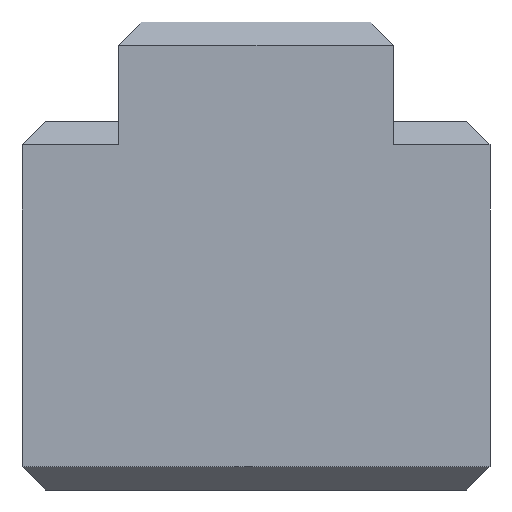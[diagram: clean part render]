
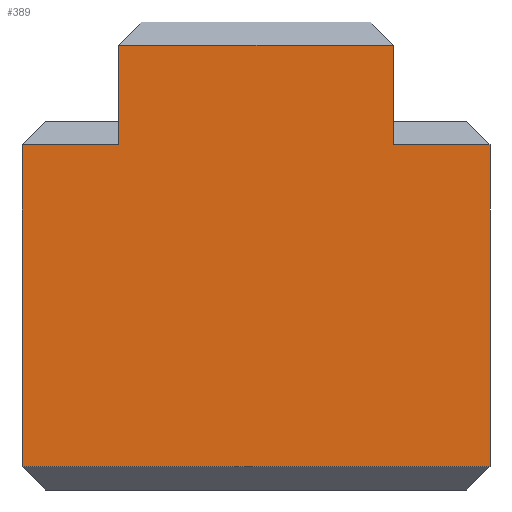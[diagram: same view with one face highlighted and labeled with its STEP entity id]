
A CAD part, front view. The second image highlights one B-rep face of the part: STEP entity #389.
In plain terms, the highlighted planar face has unit normal (0, -1, 0).
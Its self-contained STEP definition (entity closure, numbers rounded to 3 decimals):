
#109 = EDGE_CURVE('',#110,#112,#114,.T.);
#110 = VERTEX_POINT('',#111);
#111 = CARTESIAN_POINT('',(2.,-0.5,0.2));
#112 = VERTEX_POINT('',#113);
#113 = CARTESIAN_POINT('',(2.,-0.5,2.95));
#114 = LINE('',#115,#116);
#115 = CARTESIAN_POINT('',(2.,-0.5,0.));
#116 = VECTOR('',#117,1.);
#117 = DIRECTION('',(0.,0.,1.));
#204 = VERTEX_POINT('',#205);
#205 = CARTESIAN_POINT('',(-2.,-0.5,0.2));
#211 = EDGE_CURVE('',#204,#212,#214,.T.);
#212 = VERTEX_POINT('',#213);
#213 = CARTESIAN_POINT('',(-2.,-0.5,2.95));
#214 = LINE('',#215,#216);
#215 = CARTESIAN_POINT('',(-2.,-0.5,0.));
#216 = VECTOR('',#217,1.);
#217 = DIRECTION('',(0.,0.,1.));
#235 = VERTEX_POINT('',#236);
#236 = CARTESIAN_POINT('',(1.175,-0.5,3.8));
#242 = EDGE_CURVE('',#243,#235,#245,.T.);
#243 = VERTEX_POINT('',#244);
#244 = CARTESIAN_POINT('',(1.175,-0.5,3.15));
#245 = LINE('',#246,#247);
#246 = CARTESIAN_POINT('',(1.175,-0.5,2.));
#247 = VECTOR('',#248,1.);
#248 = DIRECTION('',(0.,0.,1.));
#250 = EDGE_CURVE('',#243,#251,#253,.T.);
#251 = VERTEX_POINT('',#252);
#252 = CARTESIAN_POINT('',(1.175,-0.5,2.95));
#253 = LINE('',#254,#255);
#254 = CARTESIAN_POINT('',(1.175,-0.5,2.));
#255 = VECTOR('',#256,1.);
#256 = DIRECTION('',(0.,0.,-1.));
#315 = VERTEX_POINT('',#316);
#316 = CARTESIAN_POINT('',(-1.175,-0.5,3.8));
#322 = EDGE_CURVE('',#323,#315,#325,.T.);
#323 = VERTEX_POINT('',#324);
#324 = CARTESIAN_POINT('',(-1.175,-0.5,3.15));
#325 = LINE('',#326,#327);
#326 = CARTESIAN_POINT('',(-1.175,-0.5,2.));
#327 = VECTOR('',#328,1.);
#328 = DIRECTION('',(0.,0.,1.));
#330 = EDGE_CURVE('',#323,#331,#333,.T.);
#331 = VERTEX_POINT('',#332);
#332 = CARTESIAN_POINT('',(-1.175,-0.5,2.95));
#333 = LINE('',#334,#335);
#334 = CARTESIAN_POINT('',(-1.175,-0.5,2.));
#335 = VECTOR('',#336,1.);
#336 = DIRECTION('',(0.,0.,-1.));
#389 = ADVANCED_FACE('',(#390),#422,.T.);
#390 = FACE_BOUND('',#391,.T.);
#391 = EDGE_LOOP('',(#392,#393,#399,#400,#406,#407,#408,#414,#415,#416)
  );
#392 = ORIENTED_EDGE('',*,*,#211,.F.);
#393 = ORIENTED_EDGE('',*,*,#394,.F.);
#394 = EDGE_CURVE('',#110,#204,#395,.T.);
#395 = LINE('',#396,#397);
#396 = CARTESIAN_POINT('',(2.,-0.5,0.2));
#397 = VECTOR('',#398,1.);
#398 = DIRECTION('',(-1.,0.,0.));
#399 = ORIENTED_EDGE('',*,*,#109,.T.);
#400 = ORIENTED_EDGE('',*,*,#401,.T.);
#401 = EDGE_CURVE('',#112,#251,#402,.T.);
#402 = LINE('',#403,#404);
#403 = CARTESIAN_POINT('',(2.,-0.5,2.95));
#404 = VECTOR('',#405,1.);
#405 = DIRECTION('',(-1.,0.,0.));
#406 = ORIENTED_EDGE('',*,*,#250,.F.);
#407 = ORIENTED_EDGE('',*,*,#242,.T.);
#408 = ORIENTED_EDGE('',*,*,#409,.T.);
#409 = EDGE_CURVE('',#235,#315,#410,.T.);
#410 = LINE('',#411,#412);
#411 = CARTESIAN_POINT('',(1.175,-0.5,3.8));
#412 = VECTOR('',#413,1.);
#413 = DIRECTION('',(-1.,0.,0.));
#414 = ORIENTED_EDGE('',*,*,#322,.F.);
#415 = ORIENTED_EDGE('',*,*,#330,.T.);
#416 = ORIENTED_EDGE('',*,*,#417,.F.);
#417 = EDGE_CURVE('',#212,#331,#418,.T.);
#418 = LINE('',#419,#420);
#419 = CARTESIAN_POINT('',(-2.,-0.5,2.95));
#420 = VECTOR('',#421,1.);
#421 = DIRECTION('',(1.,0.,0.));
#422 = PLANE('',#423);
#423 = AXIS2_PLACEMENT_3D('',#424,#425,#426);
#424 = CARTESIAN_POINT('',(2.,-0.5,0.));
#425 = DIRECTION('',(0.,-1.,0.));
#426 = DIRECTION('',(-1.,0.,0.));
